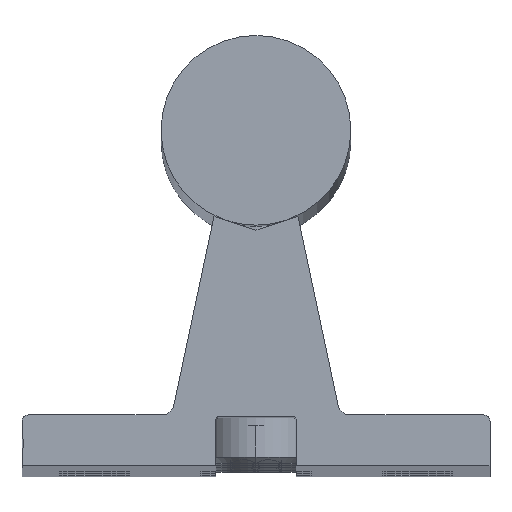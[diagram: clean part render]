
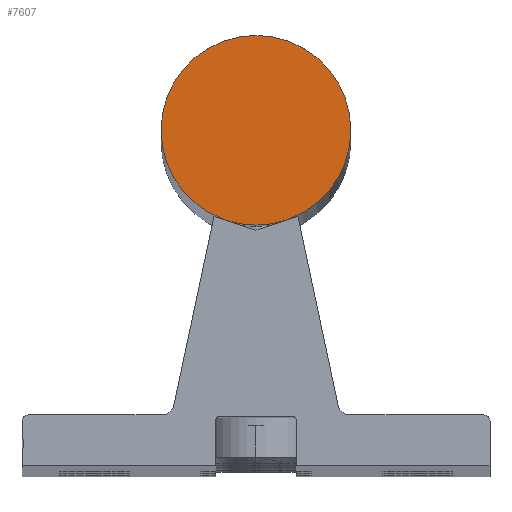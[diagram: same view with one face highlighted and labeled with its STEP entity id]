
A CAD part, top view. The second image highlights one B-rep face of the part: STEP entity #7607.
In plain terms, the highlighted planar face has unit normal (0, 0, 1).
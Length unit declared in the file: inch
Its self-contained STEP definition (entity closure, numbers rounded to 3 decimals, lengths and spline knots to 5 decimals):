
#6 = DIRECTION ( 'NONE',  ( 0., 0., 1. ) ) ;
#625 = PLANE ( 'NONE',  #11642 ) ;
#661 = DIRECTION ( 'NONE',  ( 0., 0., 1. ) ) ;
#1292 = CIRCLE ( 'NONE', #3027, 0.59055 ) ;
#1745 = EDGE_LOOP ( 'NONE', ( #6251, #12484 ) ) ;
#1955 = FACE_OUTER_BOUND ( 'NONE', #1745, .T. ) ;
#3027 = AXIS2_PLACEMENT_3D ( 'NONE', #3629, #4713, #3692 ) ;
#3629 = CARTESIAN_POINT ( 'NONE',  ( 0., 2.08661, 0. ) ) ;
#3692 = DIRECTION ( 'NONE',  ( 1., 0., 0. ) ) ;
#4067 = CARTESIAN_POINT ( 'NONE',  ( 0., 2.08661, 0. ) ) ;
#4713 = DIRECTION ( 'NONE',  ( 0., 0., 1. ) ) ;
#5212 = VERTEX_POINT ( 'NONE', #9380 ) ;
#5829 = CARTESIAN_POINT ( 'NONE',  ( 0., 2.08661, 0. ) ) ;
#6251 = ORIENTED_EDGE ( 'NONE', *, *, #7957, .T. ) ;
#6720 = CIRCLE ( 'NONE', #11871, 0.59055 ) ;
#7607 = ADVANCED_FACE ( 'NONE', ( #1955 ), #625, .T. ) ;
#7957 = EDGE_CURVE ( 'NONE', #10741, #5212, #6720, .T. ) ;
#8268 = EDGE_CURVE ( 'NONE', #5212, #10741, #1292, .T. ) ;
#9380 = CARTESIAN_POINT ( 'NONE',  ( -0.59055, 2.08661, 0. ) ) ;
#9664 = CARTESIAN_POINT ( 'NONE',  ( 0.59055, 2.08661, 0. ) ) ;
#10741 = VERTEX_POINT ( 'NONE', #9664 ) ;
#11642 = AXIS2_PLACEMENT_3D ( 'NONE', #4067, #6, #12366 ) ;
#11871 = AXIS2_PLACEMENT_3D ( 'NONE', #5829, #661, #12066 ) ;
#12066 = DIRECTION ( 'NONE',  ( 1., 0., 0. ) ) ;
#12366 = DIRECTION ( 'NONE',  ( 1., 0., 0. ) ) ;
#12484 = ORIENTED_EDGE ( 'NONE', *, *, #8268, .T. ) ;
